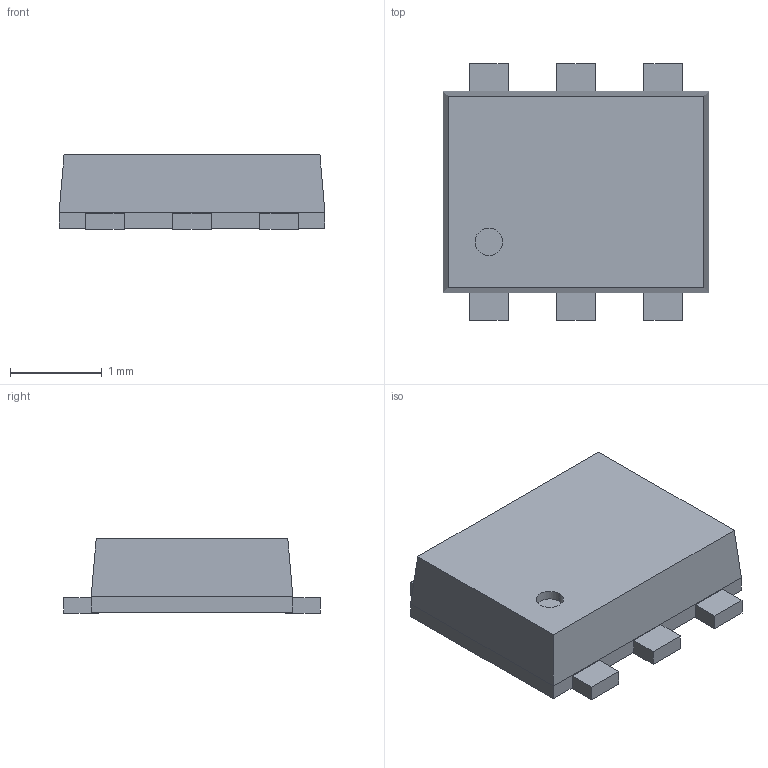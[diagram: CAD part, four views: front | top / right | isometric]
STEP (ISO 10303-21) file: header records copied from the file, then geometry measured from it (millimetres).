
FILE_DESCRIPTION (( 'STEP AP214' ), '1' );
FILE_NAME ('TSOP6F.STEP', '2018-01-25T01:48:12', ( 'admin' ), ( 'Microsoft' ), 'SwSTEP 2.0', 'SolidWorks 2015', '' );
FILE_SCHEMA (( 'AUTOMOTIVE_DESIGN' ));
Length unit declared in the file: millimetre
Products named in the file (1): TSOP6F
Bounding box: 2.9 x 2.8 x 0.81 mm (x, y, z)
Volume: 5.1 mm3; surface area: 24.1 mm2
Topology: 7 solids, 7 shells, 73 faces, 170 edges, 112 vertices
Faces by surface type: plane 71, cylinder 2
Entity records: 2454 total; most frequent: CARTESIAN_POINT 356, ORIENTED_EDGE 340, DIRECTION 322, EDGE_CURVE 170, VECTOR 166, LINE 166, VERTEX_POINT 112, AXIS2_PLACEMENT_3D 78
